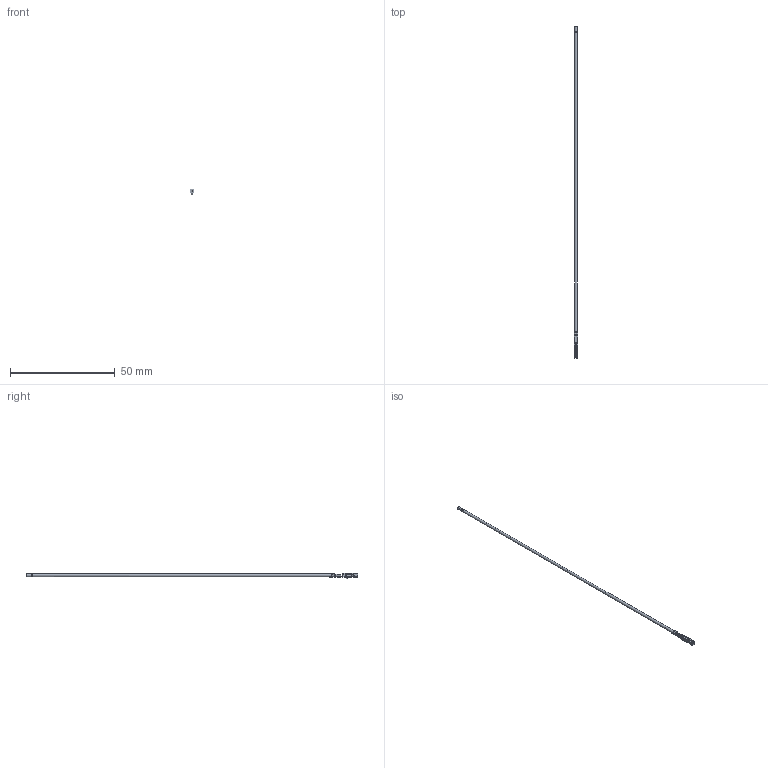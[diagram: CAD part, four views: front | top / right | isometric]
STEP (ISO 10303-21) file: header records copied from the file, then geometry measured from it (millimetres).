
FILE_DESCRIPTION(/* description */ ('Unknown'),/* implementation_level */ '2;1');
FILE_NAME(/* name */ '661100128015',/* time_stamp */ '2025-02-27T15:23:45+01:00',/* author */ ('Unknown'),/* organization */ ('Unknown'),/* preprocessor_version */ 'ST-DEVELOPER v19.4',/* originating_system */ 'Solid Edge',/* authorisation */ 'Unknown');
FILE_SCHEMA (('AUTOMOTIVE_DESIGN {1 0 10303 214 3 1 1}'));
Length unit declared in the file: millimetre
Products named in the file (5): 661100128015; Wire 26AWG; Insulator Black 26AWG; Insulator Black 26AWG_EndB; 661x0113722DEC_Closed
Assembly tree (4 placements, depth 2):
  661100128015
    Wire 26AWG
    Insulator Black 26AWG
    Insulator Black 26AWG_EndB
    661x0113722DEC_Closed
Bounding box: 1.76 x 158.2 x 2.48 mm (x, y, z)
Volume: 202 mm3; surface area: 1489.1 mm2
Topology: 10 solids, 10 shells, 278 faces, 718 edges, 456 vertices
Faces by surface type: plane 173, cylinder 84, bspline 21
Full cylindrical faces by diameter (mm): 0.159 x1, 0.48 x2, 1.3 x2
Entity records: 14695 total; most frequent: CARTESIAN_POINT 7683, ORIENTED_EDGE 1408, DIRECTION 1387, EDGE_CURVE 704, LINE 473, VECTOR 473, AXIS2_PLACEMENT_3D 457, VERTEX_POINT 454
